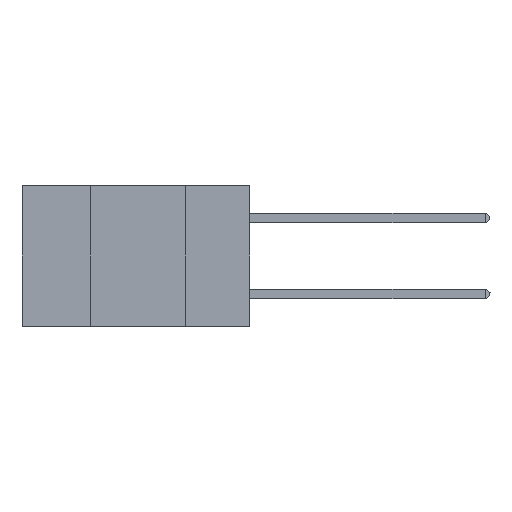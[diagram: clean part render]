
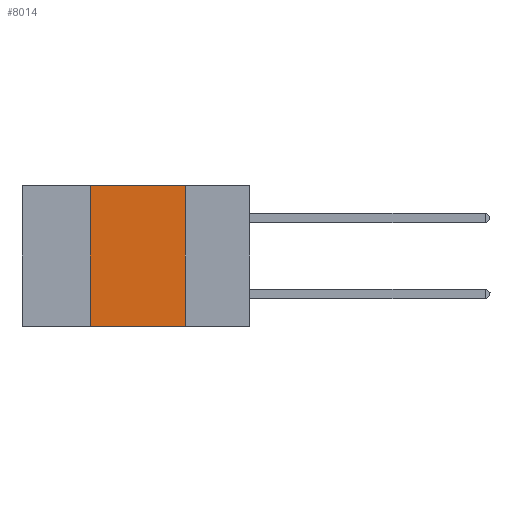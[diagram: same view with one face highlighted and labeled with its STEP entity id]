
A CAD part, left-side view. The second image highlights one B-rep face of the part: STEP entity #8014.
In plain terms, the highlighted planar face has unit normal (-1, 0, 0).
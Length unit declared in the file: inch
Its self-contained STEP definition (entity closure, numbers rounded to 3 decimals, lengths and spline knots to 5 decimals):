
#1831 = CARTESIAN_POINT ( 'NONE',  ( 0., 0.17, -0.37 ) ) ;
#2278 = LINE ( 'NONE', #6832, #3764 ) ;
#2791 = LINE ( 'NONE', #8321, #15910 ) ;
#3721 = DIRECTION ( 'NONE',  ( 0., -1., 0. ) ) ;
#3764 = VECTOR ( 'NONE', #16223, 39.37008 ) ;
#3844 = EDGE_LOOP ( 'NONE', ( #20439, #8934, #13830, #23570 ) ) ;
#3946 = VECTOR ( 'NONE', #3721, 39.37008 ) ;
#5200 = DIRECTION ( 'NONE',  ( 1., 0., 0. ) ) ;
#6112 = VERTEX_POINT ( 'NONE', #15971 ) ;
#6723 = EDGE_CURVE ( 'NONE', #18707, #10297, #12683, .T. ) ;
#6832 = CARTESIAN_POINT ( 'NONE',  ( 0., 0.42, 0. ) ) ;
#8014 = ADVANCED_FACE ( 'NONE', ( #18600 ), #20342, .F. ) ;
#8245 = DIRECTION ( 'NONE',  ( 0., -1., 0. ) ) ;
#8321 = CARTESIAN_POINT ( 'NONE',  ( 0., 0.6, -0.37 ) ) ;
#8934 = ORIENTED_EDGE ( 'NONE', *, *, #17453, .F. ) ;
#9489 = CARTESIAN_POINT ( 'NONE',  ( 0., 0.17, 0. ) ) ;
#10297 = VERTEX_POINT ( 'NONE', #1831 ) ;
#10930 = EDGE_CURVE ( 'NONE', #13732, #10297, #2791, .T. ) ;
#12683 = LINE ( 'NONE', #9489, #16853 ) ;
#12836 = CARTESIAN_POINT ( 'NONE',  ( 0., 0.6, 0. ) ) ;
#13732 = VERTEX_POINT ( 'NONE', #14165 ) ;
#13830 = ORIENTED_EDGE ( 'NONE', *, *, #21325, .F. ) ;
#14165 = CARTESIAN_POINT ( 'NONE',  ( 0., 0.42, -0.37 ) ) ;
#15910 = VECTOR ( 'NONE', #8245, 39.37008 ) ;
#15971 = CARTESIAN_POINT ( 'NONE',  ( 0., 0.42, 0. ) ) ;
#16223 = DIRECTION ( 'NONE',  ( 0., 0., 1. ) ) ;
#16853 = VECTOR ( 'NONE', #22852, 39.37008 ) ;
#17453 = EDGE_CURVE ( 'NONE', #6112, #18707, #20324, .T. ) ;
#18600 = FACE_OUTER_BOUND ( 'NONE', #3844, .T. ) ;
#18707 = VERTEX_POINT ( 'NONE', #24563 ) ;
#20324 = LINE ( 'NONE', #22554, #3946 ) ;
#20342 = PLANE ( 'NONE',  #21859 ) ;
#20439 = ORIENTED_EDGE ( 'NONE', *, *, #6723, .F. ) ;
#21325 = EDGE_CURVE ( 'NONE', #13732, #6112, #2278, .T. ) ;
#21859 = AXIS2_PLACEMENT_3D ( 'NONE', #12836, #5200, #24179 ) ;
#22554 = CARTESIAN_POINT ( 'NONE',  ( 0., 0.6, 0. ) ) ;
#22852 = DIRECTION ( 'NONE',  ( 0., 0., -1. ) ) ;
#23570 = ORIENTED_EDGE ( 'NONE', *, *, #10930, .T. ) ;
#24179 = DIRECTION ( 'NONE',  ( 0., 0., -1. ) ) ;
#24563 = CARTESIAN_POINT ( 'NONE',  ( 0., 0.17, 0. ) ) ;
